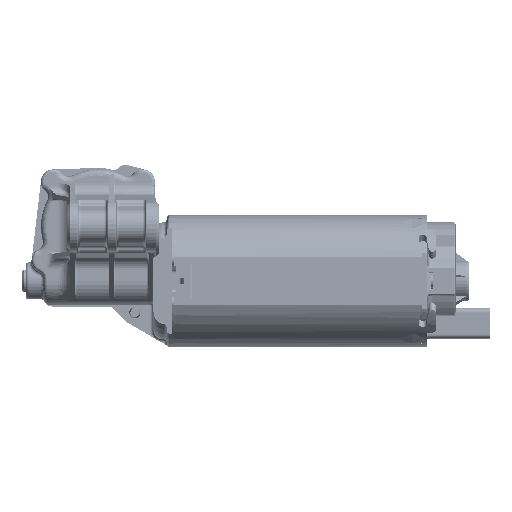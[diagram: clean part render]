
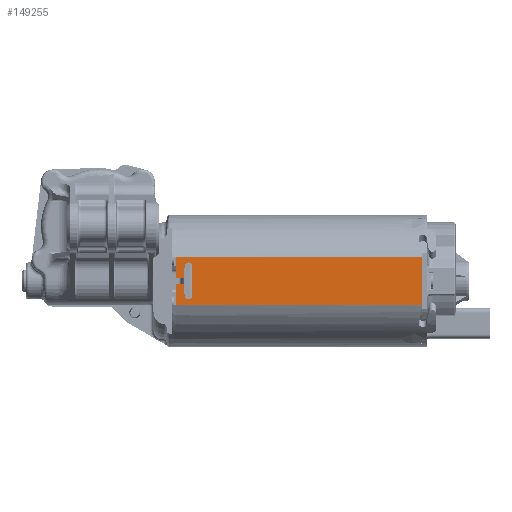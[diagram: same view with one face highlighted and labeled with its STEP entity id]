
A CAD part, left-side view. The second image highlights one B-rep face of the part: STEP entity #149255.
In plain terms, the highlighted planar face has unit normal (-1, 0, 0).
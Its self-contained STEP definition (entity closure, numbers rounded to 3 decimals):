
#149140=AXIS2_PLACEMENT_3D('Plane Axis2P3D',#149137,#149138,#149139) ;
#149165=AXIS2_PLACEMENT_3D('Circle Axis2P3D',#149163,#149164,$) ;
#149186=AXIS2_PLACEMENT_3D('Circle Axis2P3D',#149184,#149185,$) ;
#148801=CARTESIAN_POINT('Vertex',(-20.,89.564,1.)) ;
#148806=CARTESIAN_POINT('Line Origine',(-20.,89.564,4.445)) ;
#148810=CARTESIAN_POINT('Vertex',(-20.,89.564,7.89)) ;
#149137=CARTESIAN_POINT('Axis2P3D Location',(-20.,89.564,-7.89)) ;
#149142=CARTESIAN_POINT('Line Origine',(-20.,88.292,1.)) ;
#149146=CARTESIAN_POINT('Vertex',(-20.,87.02,1.)) ;
#149149=CARTESIAN_POINT('Line Origine',(-20.,86.867,2.75)) ;
#149153=CARTESIAN_POINT('Vertex',(-20.,86.714,4.5)) ;
#149156=CARTESIAN_POINT('Line Origine',(-20.,86.714,4.638)) ;
#149160=CARTESIAN_POINT('Vertex',(-20.,86.714,4.775)) ;
#149163=CARTESIAN_POINT('Axis2P3D Location',(-20.,85.489,4.775)) ;
#149167=CARTESIAN_POINT('Vertex',(-20.,84.264,4.775)) ;
#149170=CARTESIAN_POINT('Line Origine',(-20.,84.264,2.388)) ;
#149174=CARTESIAN_POINT('Vertex',(-20.,84.264,0.)) ;
#149177=CARTESIAN_POINT('Line Origine',(-20.,84.264,-2.388)) ;
#149181=CARTESIAN_POINT('Vertex',(-20.,84.264,-4.775)) ;
#149184=CARTESIAN_POINT('Axis2P3D Location',(-20.,85.489,-4.775)) ;
#149188=CARTESIAN_POINT('Vertex',(-20.,86.714,-4.775)) ;
#149191=CARTESIAN_POINT('Line Origine',(-20.,86.714,-4.638)) ;
#149195=CARTESIAN_POINT('Vertex',(-20.,86.714,-4.5)) ;
#149198=CARTESIAN_POINT('Line Origine',(-20.,86.867,-2.75)) ;
#149202=CARTESIAN_POINT('Vertex',(-20.,87.02,-1.)) ;
#149205=CARTESIAN_POINT('Line Origine',(-20.,88.292,-1.)) ;
#149209=CARTESIAN_POINT('Vertex',(-20.,89.564,-1.)) ;
#149212=CARTESIAN_POINT('Line Origine',(-20.,89.564,-4.445)) ;
#149216=CARTESIAN_POINT('Vertex',(-20.,89.564,-7.89)) ;
#149219=CARTESIAN_POINT('Line Origine',(-20.,49.564,-7.89)) ;
#149223=CARTESIAN_POINT('Vertex',(-20.,9.564,-7.89)) ;
#149226=CARTESIAN_POINT('Line Origine',(-20.,9.564,0.)) ;
#149230=CARTESIAN_POINT('Vertex',(-20.,9.564,7.89)) ;
#149233=CARTESIAN_POINT('Line Origine',(-20.,49.564,7.89)) ;
#148807=DIRECTION('Vector Direction',(0.,0.,1.)) ;
#149138=DIRECTION('Axis2P3D Direction',(1.,0.,0.)) ;
#149139=DIRECTION('Axis2P3D XDirection',(0.,0.,1.)) ;
#149143=DIRECTION('Vector Direction',(0.,-1.,0.)) ;
#149150=DIRECTION('Vector Direction',(0.,-0.087,0.996)) ;
#149157=DIRECTION('Vector Direction',(0.,0.,1.)) ;
#149164=DIRECTION('Axis2P3D Direction',(1.,0.,0.)) ;
#149171=DIRECTION('Vector Direction',(0.,0.,-1.)) ;
#149178=DIRECTION('Vector Direction',(0.,0.,1.)) ;
#149185=DIRECTION('Axis2P3D Direction',(1.,0.,0.)) ;
#149192=DIRECTION('Vector Direction',(0.,0.,-1.)) ;
#149199=DIRECTION('Vector Direction',(0.,-0.087,-0.996)) ;
#149206=DIRECTION('Vector Direction',(0.,-1.,0.)) ;
#149213=DIRECTION('Vector Direction',(0.,0.,1.)) ;
#149220=DIRECTION('Vector Direction',(0.,-1.,0.)) ;
#149227=DIRECTION('Vector Direction',(0.,0.,1.)) ;
#149234=DIRECTION('Vector Direction',(0.,-1.,0.)) ;
#148808=VECTOR('Line Direction',#148807,1.) ;
#149144=VECTOR('Line Direction',#149143,1.) ;
#149151=VECTOR('Line Direction',#149150,1.) ;
#149158=VECTOR('Line Direction',#149157,1.) ;
#149172=VECTOR('Line Direction',#149171,1.) ;
#149179=VECTOR('Line Direction',#149178,1.) ;
#149193=VECTOR('Line Direction',#149192,1.) ;
#149200=VECTOR('Line Direction',#149199,1.) ;
#149207=VECTOR('Line Direction',#149206,1.) ;
#149214=VECTOR('Line Direction',#149213,1.) ;
#149221=VECTOR('Line Direction',#149220,1.) ;
#149228=VECTOR('Line Direction',#149227,1.) ;
#149235=VECTOR('Line Direction',#149234,1.) ;
#149239=ORIENTED_EDGE('',*,*,#149148,.F.) ;
#149240=ORIENTED_EDGE('',*,*,#149155,.F.) ;
#149241=ORIENTED_EDGE('',*,*,#149162,.F.) ;
#149242=ORIENTED_EDGE('',*,*,#149169,.F.) ;
#149243=ORIENTED_EDGE('',*,*,#149176,.F.) ;
#149244=ORIENTED_EDGE('',*,*,#149183,.F.) ;
#149245=ORIENTED_EDGE('',*,*,#149190,.F.) ;
#149246=ORIENTED_EDGE('',*,*,#149197,.F.) ;
#149247=ORIENTED_EDGE('',*,*,#149204,.F.) ;
#149248=ORIENTED_EDGE('',*,*,#149211,.F.) ;
#149249=ORIENTED_EDGE('',*,*,#149218,.F.) ;
#149250=ORIENTED_EDGE('',*,*,#149225,.T.) ;
#149251=ORIENTED_EDGE('',*,*,#149232,.T.) ;
#149252=ORIENTED_EDGE('',*,*,#149237,.F.) ;
#149253=ORIENTED_EDGE('',*,*,#148812,.F.) ;
#149255=ADVANCED_FACE('',(#149254),#149141,.F.) ;
#149166=CIRCLE('generated circle',#149165,1.225) ;
#149187=CIRCLE('generated circle',#149186,1.225) ;
#148812=EDGE_CURVE('',#148802,#148811,#148809,.T.) ;
#149148=EDGE_CURVE('',#149147,#148802,#149145,.F.) ;
#149155=EDGE_CURVE('',#149154,#149147,#149152,.F.) ;
#149162=EDGE_CURVE('',#149161,#149154,#149159,.F.) ;
#149169=EDGE_CURVE('',#149168,#149161,#149166,.F.) ;
#149176=EDGE_CURVE('',#149175,#149168,#149173,.F.) ;
#149183=EDGE_CURVE('',#149182,#149175,#149180,.T.) ;
#149190=EDGE_CURVE('',#149189,#149182,#149187,.F.) ;
#149197=EDGE_CURVE('',#149196,#149189,#149194,.T.) ;
#149204=EDGE_CURVE('',#149203,#149196,#149201,.T.) ;
#149211=EDGE_CURVE('',#149210,#149203,#149208,.T.) ;
#149218=EDGE_CURVE('',#149217,#149210,#149215,.T.) ;
#149225=EDGE_CURVE('',#149217,#149224,#149222,.T.) ;
#149232=EDGE_CURVE('',#149224,#149231,#149229,.T.) ;
#149237=EDGE_CURVE('',#148811,#149231,#149236,.T.) ;
#149238=EDGE_LOOP('',(#149239,#149240,#149241,#149242,#149243,#149244,#149245,#149246,#149247,#149248,#149249,#149250,#149251,#149252,#149253)) ;
#149254=FACE_OUTER_BOUND('',#149238,.T.) ;
#148809=LINE('Line',#148806,#148808) ;
#149145=LINE('Line',#149142,#149144) ;
#149152=LINE('Line',#149149,#149151) ;
#149159=LINE('Line',#149156,#149158) ;
#149173=LINE('Line',#149170,#149172) ;
#149180=LINE('Line',#149177,#149179) ;
#149194=LINE('Line',#149191,#149193) ;
#149201=LINE('Line',#149198,#149200) ;
#149208=LINE('Line',#149205,#149207) ;
#149215=LINE('Line',#149212,#149214) ;
#149222=LINE('Line',#149219,#149221) ;
#149229=LINE('Line',#149226,#149228) ;
#149236=LINE('Line',#149233,#149235) ;
#149141=PLANE('Plane',#149140) ;
#148802=VERTEX_POINT('',#148801) ;
#148811=VERTEX_POINT('',#148810) ;
#149147=VERTEX_POINT('',#149146) ;
#149154=VERTEX_POINT('',#149153) ;
#149161=VERTEX_POINT('',#149160) ;
#149168=VERTEX_POINT('',#149167) ;
#149175=VERTEX_POINT('',#149174) ;
#149182=VERTEX_POINT('',#149181) ;
#149189=VERTEX_POINT('',#149188) ;
#149196=VERTEX_POINT('',#149195) ;
#149203=VERTEX_POINT('',#149202) ;
#149210=VERTEX_POINT('',#149209) ;
#149217=VERTEX_POINT('',#149216) ;
#149224=VERTEX_POINT('',#149223) ;
#149231=VERTEX_POINT('',#149230) ;
